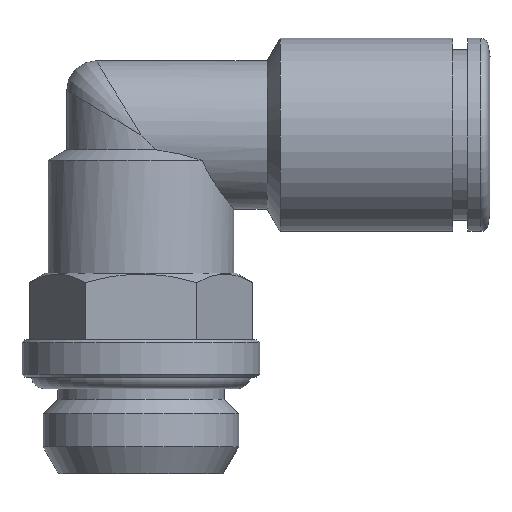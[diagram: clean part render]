
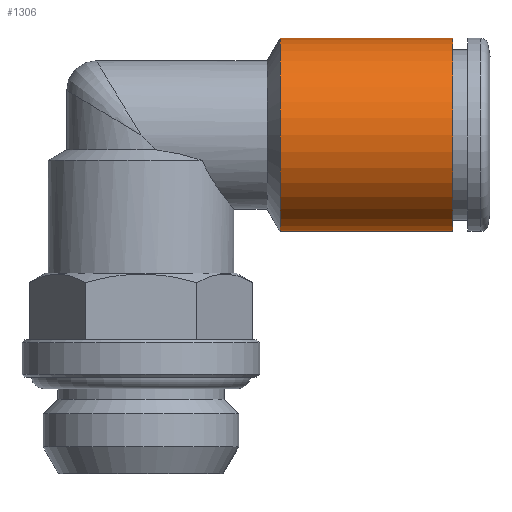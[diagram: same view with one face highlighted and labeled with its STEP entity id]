
A CAD part, front view. The second image highlights one B-rep face of the part: STEP entity #1306.
In plain terms, the highlighted cylindrical face has radius 6.5 mm (diameter 13 mm), a full revolution.
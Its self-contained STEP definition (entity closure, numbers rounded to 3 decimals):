
#124=FACE_OUTER_BOUND('',#199,.T.);
#199=EDGE_LOOP('',(#943,#944,#945,#946,#947,#948));
#271=LINE('',#2500,#324);
#324=VECTOR('',#1735,6.5);
#406=CIRCLE('',#1446,6.5);
#407=CIRCLE('',#1447,6.5);
#408=CIRCLE('',#1449,6.5);
#409=CIRCLE('',#1450,6.5);
#529=VERTEX_POINT('',#2491);
#530=VERTEX_POINT('',#2492);
#531=VERTEX_POINT('',#2496);
#532=VERTEX_POINT('',#2497);
#684=EDGE_CURVE('',#529,#530,#406,.T.);
#685=EDGE_CURVE('',#530,#529,#407,.T.);
#686=EDGE_CURVE('',#531,#532,#408,.T.);
#687=EDGE_CURVE('',#532,#531,#409,.T.);
#688=EDGE_CURVE('',#532,#530,#271,.T.);
#943=ORIENTED_EDGE('',*,*,#686,.F.);
#944=ORIENTED_EDGE('',*,*,#687,.F.);
#945=ORIENTED_EDGE('',*,*,#688,.T.);
#946=ORIENTED_EDGE('',*,*,#685,.T.);
#947=ORIENTED_EDGE('',*,*,#684,.T.);
#948=ORIENTED_EDGE('',*,*,#688,.F.);
#1196=CYLINDRICAL_SURFACE('',#1448,6.5);
#1306=ADVANCED_FACE('',(#124),#1196,.T.);
#1446=AXIS2_PLACEMENT_3D('',#2493,#1725,#1726);
#1447=AXIS2_PLACEMENT_3D('',#2494,#1727,#1728);
#1448=AXIS2_PLACEMENT_3D('',#2495,#1729,#1730);
#1449=AXIS2_PLACEMENT_3D('',#2498,#1731,#1732);
#1450=AXIS2_PLACEMENT_3D('',#2499,#1733,#1734);
#1725=DIRECTION('center_axis',(-1.,0.,0.));
#1726=DIRECTION('ref_axis',(0.,0.,1.));
#1727=DIRECTION('center_axis',(-1.,0.,0.));
#1728=DIRECTION('ref_axis',(0.,0.,1.));
#1729=DIRECTION('center_axis',(-1.,0.,0.));
#1730=DIRECTION('ref_axis',(0.,0.,1.));
#1731=DIRECTION('center_axis',(-1.,0.,0.));
#1732=DIRECTION('ref_axis',(0.,0.,1.));
#1733=DIRECTION('center_axis',(-1.,0.,0.));
#1734=DIRECTION('ref_axis',(0.,0.,1.));
#1735=DIRECTION('',(1.,0.,0.));
#2491=CARTESIAN_POINT('',(35.711,9.419,32.716));
#2492=CARTESIAN_POINT('',(35.711,9.419,19.716));
#2493=CARTESIAN_POINT('Origin',(35.711,9.419,26.216));
#2494=CARTESIAN_POINT('Origin',(35.711,9.419,26.216));
#2495=CARTESIAN_POINT('Origin',(35.711,9.419,26.216));
#2496=CARTESIAN_POINT('',(24.077,9.419,32.716));
#2497=CARTESIAN_POINT('',(24.077,9.419,19.716));
#2498=CARTESIAN_POINT('Origin',(24.077,9.419,26.216));
#2499=CARTESIAN_POINT('Origin',(24.077,9.419,26.216));
#2500=CARTESIAN_POINT('',(35.711,9.419,19.716));
